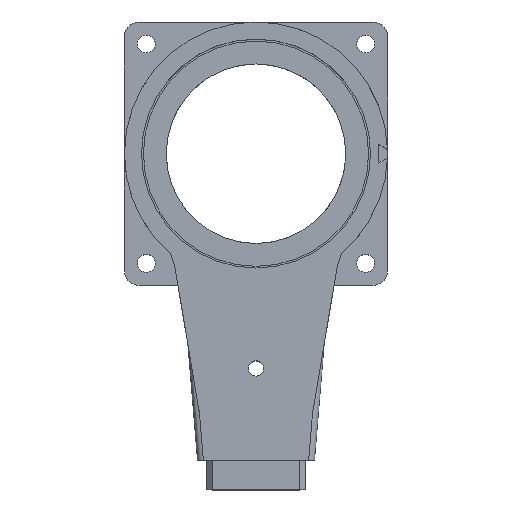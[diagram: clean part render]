
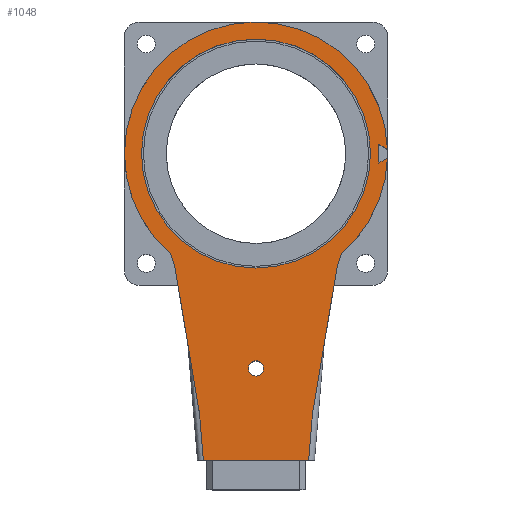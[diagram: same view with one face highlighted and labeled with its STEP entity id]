
A CAD part, top view. The second image highlights one B-rep face of the part: STEP entity #1048.
In plain terms, the highlighted planar face has unit normal (0, 0, 1).
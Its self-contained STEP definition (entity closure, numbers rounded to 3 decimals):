
#53=FACE_BOUND('',#180,.T.);
#54=FACE_BOUND('',#181,.T.);
#74=CIRCLE('',#1139,45.);
#75=CIRCLE('',#1140,45.);
#76=CIRCLE('',#1141,2.6);
#77=CIRCLE('',#1142,39.15);
#114=FACE_OUTER_BOUND('',#179,.T.);
#179=EDGE_LOOP('',(#809,#810,#811,#812,#813,#814,#815,#816,#817,#818,#819,
#820));
#180=EDGE_LOOP('',(#821));
#181=EDGE_LOOP('',(#822));
#275=LINE('',#1642,#383);
#281=LINE('',#1661,#389);
#282=LINE('',#1664,#390);
#283=LINE('',#1666,#391);
#284=LINE('',#1670,#392);
#285=LINE('',#1672,#393);
#286=LINE('',#1674,#394);
#287=LINE('',#1678,#395);
#288=LINE('',#1680,#396);
#289=LINE('',#1681,#397);
#383=VECTOR('',#1314,10.);
#389=VECTOR('',#1334,10.);
#390=VECTOR('',#1337,10.);
#391=VECTOR('',#1338,10.);
#392=VECTOR('',#1341,10.);
#393=VECTOR('',#1342,10.);
#394=VECTOR('',#1343,10.);
#395=VECTOR('',#1346,10.);
#396=VECTOR('',#1347,10.);
#397=VECTOR('',#1348,10.);
#493=VERTEX_POINT('',#1639);
#494=VERTEX_POINT('',#1641);
#500=VERTEX_POINT('',#1659);
#501=VERTEX_POINT('',#1663);
#502=VERTEX_POINT('',#1665);
#503=VERTEX_POINT('',#1667);
#504=VERTEX_POINT('',#1669);
#505=VERTEX_POINT('',#1671);
#506=VERTEX_POINT('',#1673);
#507=VERTEX_POINT('',#1675);
#508=VERTEX_POINT('',#1677);
#509=VERTEX_POINT('',#1679);
#510=VERTEX_POINT('',#1682);
#511=VERTEX_POINT('',#1684);
#607=EDGE_CURVE('',#493,#494,#275,.T.);
#617=EDGE_CURVE('',#500,#493,#281,.T.);
#618=EDGE_CURVE('',#501,#500,#282,.T.);
#619=EDGE_CURVE('',#502,#501,#283,.T.);
#620=EDGE_CURVE('',#502,#503,#74,.T.);
#621=EDGE_CURVE('',#503,#504,#284,.F.);
#622=EDGE_CURVE('',#504,#505,#285,.T.);
#623=EDGE_CURVE('',#505,#506,#286,.T.);
#624=EDGE_CURVE('',#506,#507,#75,.T.);
#625=EDGE_CURVE('',#508,#507,#287,.T.);
#626=EDGE_CURVE('',#509,#508,#288,.T.);
#627=EDGE_CURVE('',#494,#509,#289,.T.);
#628=EDGE_CURVE('',#510,#510,#76,.T.);
#629=EDGE_CURVE('',#511,#511,#77,.F.);
#809=ORIENTED_EDGE('',*,*,#617,.F.);
#810=ORIENTED_EDGE('',*,*,#618,.F.);
#811=ORIENTED_EDGE('',*,*,#619,.F.);
#812=ORIENTED_EDGE('',*,*,#620,.T.);
#813=ORIENTED_EDGE('',*,*,#621,.T.);
#814=ORIENTED_EDGE('',*,*,#622,.T.);
#815=ORIENTED_EDGE('',*,*,#623,.T.);
#816=ORIENTED_EDGE('',*,*,#624,.T.);
#817=ORIENTED_EDGE('',*,*,#625,.F.);
#818=ORIENTED_EDGE('',*,*,#626,.F.);
#819=ORIENTED_EDGE('',*,*,#627,.F.);
#820=ORIENTED_EDGE('',*,*,#607,.F.);
#821=ORIENTED_EDGE('',*,*,#628,.T.);
#822=ORIENTED_EDGE('',*,*,#629,.T.);
#1009=PLANE('',#1138);
#1048=ADVANCED_FACE('',(#114,#53,#54),#1009,.F.);
#1138=AXIS2_PLACEMENT_3D('',#1662,#1335,#1336);
#1139=AXIS2_PLACEMENT_3D('',#1668,#1339,#1340);
#1140=AXIS2_PLACEMENT_3D('',#1676,#1344,#1345);
#1141=AXIS2_PLACEMENT_3D('',#1683,#1349,#1350);
#1142=AXIS2_PLACEMENT_3D('',#1685,#1351,#1352);
#1314=DIRECTION('',(-1.,0.,0.));
#1334=DIRECTION('',(-0.083,-0.997,0.));
#1335=DIRECTION('center_axis',(0.,0.,-1.));
#1336=DIRECTION('ref_axis',(-1.,0.,0.));
#1337=DIRECTION('',(-0.165,-0.986,0.));
#1338=DIRECTION('',(-0.326,-0.945,0.));
#1339=DIRECTION('center_axis',(0.,0.,1.));
#1340=DIRECTION('ref_axis',(-1.,0.,0.));
#1341=DIRECTION('',(0.853,0.522,0.));
#1342=DIRECTION('',(0.,1.,0.));
#1343=DIRECTION('',(0.851,-0.524,0.));
#1344=DIRECTION('center_axis',(0.,0.,1.));
#1345=DIRECTION('ref_axis',(-1.,0.,0.));
#1346=DIRECTION('',(-0.326,0.945,0.));
#1347=DIRECTION('',(-0.165,0.986,0.));
#1348=DIRECTION('',(-0.083,0.997,0.));
#1349=DIRECTION('center_axis',(0.,0.,-1.));
#1350=DIRECTION('ref_axis',(1.,0.,0.));
#1351=DIRECTION('center_axis',(0.,0.,1.));
#1352=DIRECTION('ref_axis',(1.,0.,0.));
#1639=CARTESIAN_POINT('',(-67.007,-420.,55.));
#1641=CARTESIAN_POINT('',(-102.993,-420.,55.));
#1642=CARTESIAN_POINT('',(-115.,-420.,55.));
#1659=CARTESIAN_POINT('',(-65.678,-404.045,55.));
#1661=CARTESIAN_POINT('',(-61.894,-358.591,55.));
#1662=CARTESIAN_POINT('Origin',(-85.,-315.,55.));
#1663=CARTESIAN_POINT('',(-57.171,-353.313,55.));
#1664=CARTESIAN_POINT('',(-56.384,-348.622,55.));
#1665=CARTESIAN_POINT('',(-55.75,-349.197,55.));
#1666=CARTESIAN_POINT('',(-54.192,-344.681,55.));
#1667=CARTESIAN_POINT('',(-40.022,-316.411,55.));
#1668=CARTESIAN_POINT('Origin',(-85.,-315.,55.));
#1669=CARTESIAN_POINT('',(-43.,-318.235,55.));
#1670=CARTESIAN_POINT('',(-56.007,-326.2,55.));
#1671=CARTESIAN_POINT('',(-43.,-311.824,55.));
#1672=CARTESIAN_POINT('',(-43.,-316.5,55.));
#1673=CARTESIAN_POINT('',(-40.02,-313.66,55.));
#1674=CARTESIAN_POINT('',(-57.515,-302.884,55.));
#1675=CARTESIAN_POINT('',(-114.25,-349.197,55.));
#1676=CARTESIAN_POINT('Origin',(-85.,-315.,55.));
#1677=CARTESIAN_POINT('',(-112.829,-353.313,55.));
#1678=CARTESIAN_POINT('',(-115.808,-344.681,55.));
#1679=CARTESIAN_POINT('',(-104.322,-404.045,55.));
#1680=CARTESIAN_POINT('',(-113.616,-348.622,55.));
#1681=CARTESIAN_POINT('',(-108.106,-358.591,55.));
#1682=CARTESIAN_POINT('',(-87.6,-388.5,55.));
#1683=CARTESIAN_POINT('Origin',(-85.,-388.5,55.));
#1684=CARTESIAN_POINT('',(-124.15,-315.,55.));
#1685=CARTESIAN_POINT('Origin',(-85.,-315.,55.));
